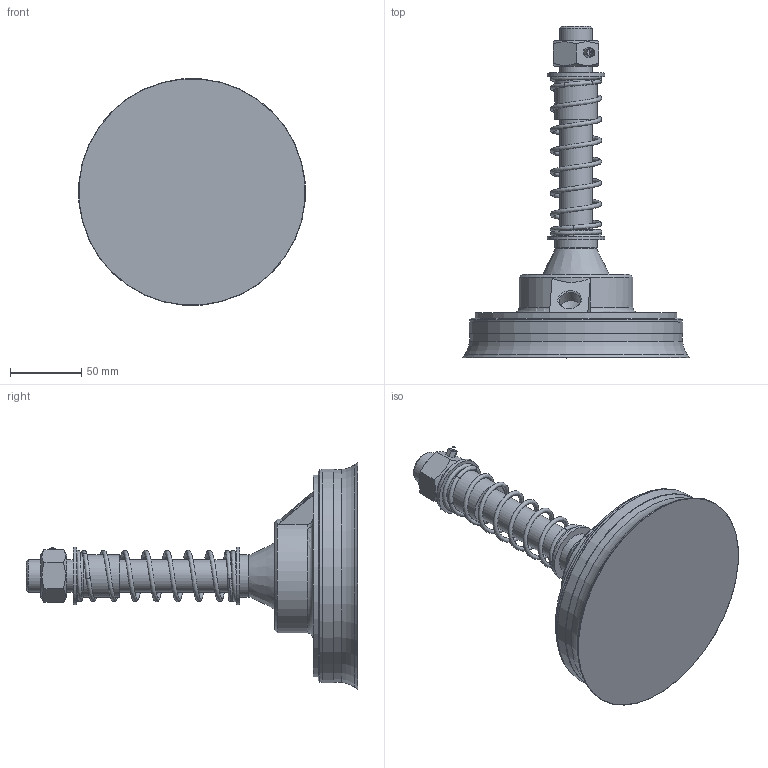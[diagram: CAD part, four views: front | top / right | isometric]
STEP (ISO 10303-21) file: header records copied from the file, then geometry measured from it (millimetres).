
FILE_DESCRIPTION(/* description */ (''),/* implementation_level */ '2;1');
FILE_NAME(/* name */ 'vpdcm60150sb.stp',/* time_stamp */ '2022-07-04T10:56:51+02:00',/* author */ ('enginyeria'),/* organization */ (''),/* preprocessor_version */ 'ST-DEVELOPER v17.2',/* originating_system */ 'Autodesk Inventor 2019',/* authorisation */ '');
FILE_SCHEMA (('AUTOMOTIVE_DESIGN { 1 0 10303 214 3 1 1 }'));
Length unit declared in the file: metre
Products named in the file (1): Pieza4
Bounding box: 158.91 x 233.01 x 158.91 mm (x, y, z)
Volume: 817664.3 mm3; surface area: 86821.4 mm2
Topology: 1 solids, 2 shells, 88 faces, 237 edges, 166 vertices
Faces by surface type: plane 42, cylinder 19, bspline 13, cone 9, torus 5
Full cylindrical faces by diameter (mm): 4.917 x1, 14.95 x1, 22.992 x3, 29.658 x1, 30 x1, 30.492 x1, 40.492 x2, 80 x1, 142 x1, 150 x2, 150.8 x1
Entity records: 6727 total; most frequent: CARTESIAN_POINT 4323, ORIENTED_EDGE 470, DIRECTION 459, EDGE_CURVE 235, AXIS2_PLACEMENT_3D 197, VERTEX_POINT 166, CIRCLE 116, EDGE_LOOP 105
